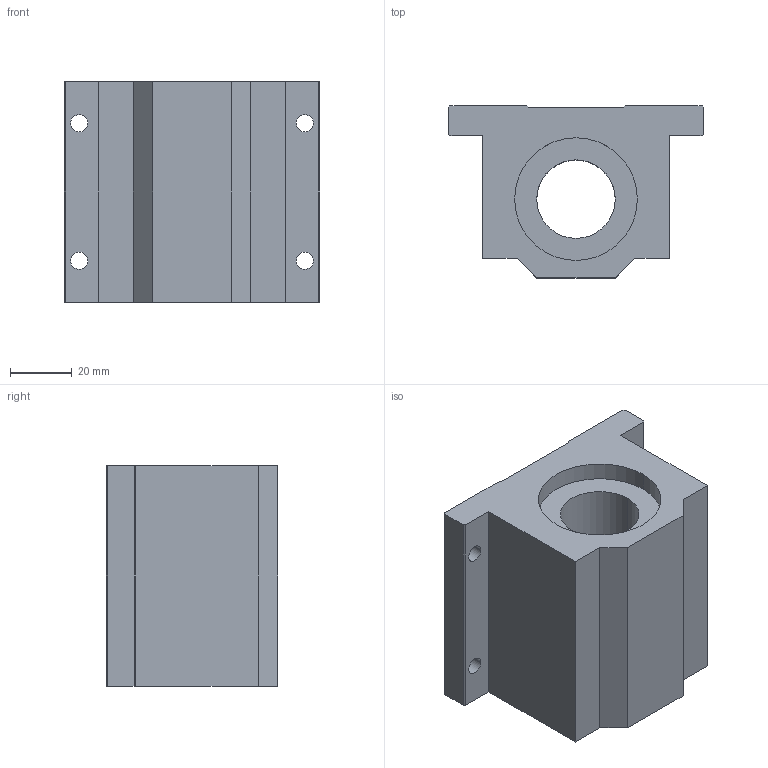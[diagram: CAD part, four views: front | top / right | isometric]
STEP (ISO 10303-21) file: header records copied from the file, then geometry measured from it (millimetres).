
FILE_DESCRIPTION (( 'STEP AP203' ), '1' );
FILE_NAME ('LARSACC-003.step', '2022-08-29T21:38:43', ( '' ), ( '' ), 'SwSTEP 2.0', 'SolidWorks 2021', '' );
FILE_SCHEMA (( 'CONFIG_CONTROL_DESIGN' ));
Length unit declared in the file: inch
Products named in the file (1): LARSACC-003
Bounding box: 82.55 x 55.58 x 71.45 mm (x, y, z)
Volume: 194497.5 mm3; surface area: 31826.9 mm2
Topology: 1 solids, 1 shells, 43 faces, 112 edges, 74 vertices
Faces by surface type: plane 25, cylinder 16, cone 2
Entity records: 1423 total; most frequent: DIRECTION 234, CARTESIAN_POINT 230, ORIENTED_EDGE 224, EDGE_CURVE 112, AXIS2_PLACEMENT_3D 78, LINE 78, VECTOR 78, VERTEX_POINT 74
